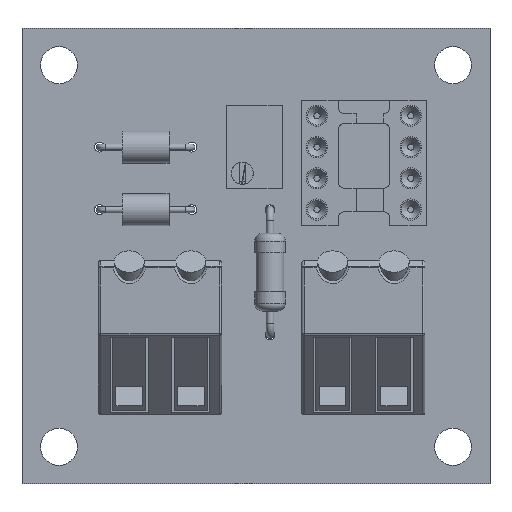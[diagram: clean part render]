
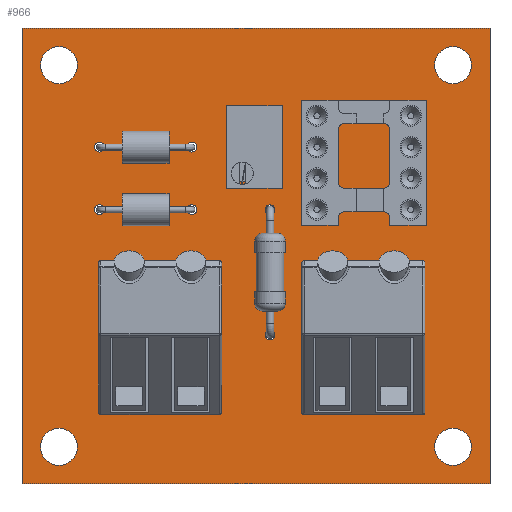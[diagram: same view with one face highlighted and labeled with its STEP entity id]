
A CAD part, top view. The second image highlights one B-rep face of the part: STEP entity #966.
In plain terms, the highlighted planar face has unit normal (0, 0, 1).
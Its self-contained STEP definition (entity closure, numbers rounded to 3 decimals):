
#22 = VERTEX_POINT('',#23);
#23 = CARTESIAN_POINT('',(119.,-64.,0.));
#40 = VERTEX_POINT('',#41);
#41 = CARTESIAN_POINT('',(119.,-101.,0.));
#47 = EDGE_CURVE('',#22,#40,#48,.T.);
#48 = LINE('',#49,#50);
#49 = CARTESIAN_POINT('',(119.,-64.,0.));
#50 = VECTOR('',#51,1.);
#51 = DIRECTION('',(0.,-1.,0.));
#62 = VERTEX_POINT('',#63);
#63 = CARTESIAN_POINT('',(81.,-64.,0.));
#78 = EDGE_CURVE('',#62,#22,#79,.T.);
#79 = LINE('',#80,#81);
#80 = CARTESIAN_POINT('',(81.,-64.,0.));
#81 = VECTOR('',#82,1.);
#82 = DIRECTION('',(1.,0.,0.));
#93 = VERTEX_POINT('',#94);
#94 = CARTESIAN_POINT('',(81.,-101.,0.));
#109 = EDGE_CURVE('',#93,#40,#110,.T.);
#110 = LINE('',#111,#112);
#111 = CARTESIAN_POINT('',(81.,-101.,0.));
#112 = VECTOR('',#113,1.);
#113 = DIRECTION('',(1.,0.,0.));
#131 = EDGE_CURVE('',#62,#93,#132,.T.);
#132 = LINE('',#133,#134);
#133 = CARTESIAN_POINT('',(81.,-64.,0.));
#134 = VECTOR('',#135,1.);
#135 = DIRECTION('',(0.,-1.,0.));
#146 = VERTEX_POINT('',#147);
#147 = CARTESIAN_POINT('',(117.5,-98.,0.));
#163 = EDGE_CURVE('',#146,#146,#164,.T.);
#164 = CIRCLE('',#165,1.5);
#165 = AXIS2_PLACEMENT_3D('',#166,#167,#168);
#166 = CARTESIAN_POINT('',(116.,-98.,0.));
#167 = DIRECTION('',(0.,0.,1.));
#168 = DIRECTION('',(1.,0.,0.));
#179 = VERTEX_POINT('',#180);
#180 = CARTESIAN_POINT('',(111.88,-88.9,0.));
#196 = EDGE_CURVE('',#179,#179,#197,.T.);
#197 = CIRCLE('',#198,0.66);
#198 = AXIS2_PLACEMENT_3D('',#199,#200,#201);
#199 = CARTESIAN_POINT('',(111.22,-88.9,0.));
#200 = DIRECTION('',(0.,0.,1.));
#201 = DIRECTION('',(1.,0.,0.));
#212 = VERTEX_POINT('',#213);
#213 = CARTESIAN_POINT('',(106.88,-88.9,0.));
#229 = EDGE_CURVE('',#212,#212,#230,.T.);
#230 = CIRCLE('',#231,0.66);
#231 = AXIS2_PLACEMENT_3D('',#232,#233,#234);
#232 = CARTESIAN_POINT('',(106.22,-88.9,0.));
#233 = DIRECTION('',(0.,0.,1.));
#234 = DIRECTION('',(1.,0.,0.));
#245 = VERTEX_POINT('',#246);
#246 = CARTESIAN_POINT('',(101.54,-88.9,0.));
#262 = EDGE_CURVE('',#245,#245,#263,.T.);
#263 = CIRCLE('',#264,0.4);
#264 = AXIS2_PLACEMENT_3D('',#265,#266,#267);
#265 = CARTESIAN_POINT('',(101.14,-88.9,0.));
#266 = DIRECTION('',(0.,0.,1.));
#267 = DIRECTION('',(1.,0.,0.));
#278 = VERTEX_POINT('',#279);
#279 = CARTESIAN_POINT('',(85.5,-98.,0.));
#295 = EDGE_CURVE('',#278,#278,#296,.T.);
#296 = CIRCLE('',#297,1.5);
#297 = AXIS2_PLACEMENT_3D('',#298,#299,#300);
#298 = CARTESIAN_POINT('',(84.,-98.,0.));
#299 = DIRECTION('',(0.,0.,1.));
#300 = DIRECTION('',(1.,0.,0.));
#311 = VERTEX_POINT('',#312);
#312 = CARTESIAN_POINT('',(95.37,-88.9,0.));
#328 = EDGE_CURVE('',#311,#311,#329,.T.);
#329 = CIRCLE('',#330,0.66);
#330 = AXIS2_PLACEMENT_3D('',#331,#332,#333);
#331 = CARTESIAN_POINT('',(94.71,-88.9,0.));
#332 = DIRECTION('',(0.,0.,1.));
#333 = DIRECTION('',(1.,0.,0.));
#344 = VERTEX_POINT('',#345);
#345 = CARTESIAN_POINT('',(90.37,-88.9,0.));
#361 = EDGE_CURVE('',#344,#344,#362,.T.);
#362 = CIRCLE('',#363,0.66);
#363 = AXIS2_PLACEMENT_3D('',#364,#365,#366);
#364 = CARTESIAN_POINT('',(89.71,-88.9,0.));
#365 = DIRECTION('',(0.,0.,1.));
#366 = DIRECTION('',(1.,0.,0.));
#377 = VERTEX_POINT('',#378);
#378 = CARTESIAN_POINT('',(112.97,-78.74,0.));
#394 = EDGE_CURVE('',#377,#377,#395,.T.);
#395 = CIRCLE('',#396,0.4);
#396 = AXIS2_PLACEMENT_3D('',#397,#398,#399);
#397 = CARTESIAN_POINT('',(112.57,-78.74,0.));
#398 = DIRECTION('',(0.,0.,1.));
#399 = DIRECTION('',(1.,0.,0.));
#410 = VERTEX_POINT('',#411);
#411 = CARTESIAN_POINT('',(112.97,-76.2,0.));
#427 = EDGE_CURVE('',#410,#410,#428,.T.);
#428 = CIRCLE('',#429,0.4);
#429 = AXIS2_PLACEMENT_3D('',#430,#431,#432);
#430 = CARTESIAN_POINT('',(112.57,-76.2,0.));
#431 = DIRECTION('',(0.,0.,1.));
#432 = DIRECTION('',(1.,0.,0.));
#443 = VERTEX_POINT('',#444);
#444 = CARTESIAN_POINT('',(105.35,-78.74,0.));
#460 = EDGE_CURVE('',#443,#443,#461,.T.);
#461 = CIRCLE('',#462,0.4);
#462 = AXIS2_PLACEMENT_3D('',#463,#464,#465);
#463 = CARTESIAN_POINT('',(104.95,-78.74,0.));
#464 = DIRECTION('',(0.,0.,1.));
#465 = DIRECTION('',(1.,0.,0.));
#476 = VERTEX_POINT('',#477);
#477 = CARTESIAN_POINT('',(101.54,-78.74,0.));
#493 = EDGE_CURVE('',#476,#476,#494,.T.);
#494 = CIRCLE('',#495,0.4);
#495 = AXIS2_PLACEMENT_3D('',#496,#497,#498);
#496 = CARTESIAN_POINT('',(101.14,-78.74,0.));
#497 = DIRECTION('',(0.,0.,1.));
#498 = DIRECTION('',(1.,0.,0.));
#509 = VERTEX_POINT('',#510);
#510 = CARTESIAN_POINT('',(105.35,-76.2,0.));
#526 = EDGE_CURVE('',#509,#509,#527,.T.);
#527 = CIRCLE('',#528,0.4);
#528 = AXIS2_PLACEMENT_3D('',#529,#530,#531);
#529 = CARTESIAN_POINT('',(104.95,-76.2,0.));
#530 = DIRECTION('',(0.,0.,1.));
#531 = DIRECTION('',(1.,0.,0.));
#542 = VERTEX_POINT('',#543);
#543 = CARTESIAN_POINT('',(101.59,-76.2,0.));
#559 = EDGE_CURVE('',#542,#542,#560,.T.);
#560 = CIRCLE('',#561,0.45);
#561 = AXIS2_PLACEMENT_3D('',#562,#563,#564);
#562 = CARTESIAN_POINT('',(101.14,-76.2,0.));
#563 = DIRECTION('',(0.,0.,1.));
#564 = DIRECTION('',(1.,0.,0.));
#575 = VERTEX_POINT('',#576);
#576 = CARTESIAN_POINT('',(112.97,-73.66,0.));
#592 = EDGE_CURVE('',#575,#575,#593,.T.);
#593 = CIRCLE('',#594,0.4);
#594 = AXIS2_PLACEMENT_3D('',#595,#596,#597);
#595 = CARTESIAN_POINT('',(112.57,-73.66,0.));
#596 = DIRECTION('',(0.,0.,1.));
#597 = DIRECTION('',(1.,0.,0.));
#608 = VERTEX_POINT('',#609);
#609 = CARTESIAN_POINT('',(112.97,-71.12,0.));
#625 = EDGE_CURVE('',#608,#608,#626,.T.);
#626 = CIRCLE('',#627,0.4);
#627 = AXIS2_PLACEMENT_3D('',#628,#629,#630);
#628 = CARTESIAN_POINT('',(112.57,-71.12,0.));
#629 = DIRECTION('',(0.,0.,1.));
#630 = DIRECTION('',(1.,0.,0.));
#641 = VERTEX_POINT('',#642);
#642 = CARTESIAN_POINT('',(117.5,-67.,0.));
#658 = EDGE_CURVE('',#641,#641,#659,.T.);
#659 = CIRCLE('',#660,1.5);
#660 = AXIS2_PLACEMENT_3D('',#661,#662,#663);
#661 = CARTESIAN_POINT('',(116.,-67.,0.));
#662 = DIRECTION('',(0.,0.,1.));
#663 = DIRECTION('',(1.,0.,0.));
#674 = VERTEX_POINT('',#675);
#675 = CARTESIAN_POINT('',(105.35,-73.66,0.));
#691 = EDGE_CURVE('',#674,#674,#692,.T.);
#692 = CIRCLE('',#693,0.4);
#693 = AXIS2_PLACEMENT_3D('',#694,#695,#696);
#694 = CARTESIAN_POINT('',(104.95,-73.66,0.));
#695 = DIRECTION('',(0.,0.,1.));
#696 = DIRECTION('',(1.,0.,0.));
#707 = VERTEX_POINT('',#708);
#708 = CARTESIAN_POINT('',(105.35,-71.12,0.));
#724 = EDGE_CURVE('',#707,#707,#725,.T.);
#725 = CIRCLE('',#726,0.4);
#726 = AXIS2_PLACEMENT_3D('',#727,#728,#729);
#727 = CARTESIAN_POINT('',(104.95,-71.12,0.));
#728 = DIRECTION('',(0.,0.,1.));
#729 = DIRECTION('',(1.,0.,0.));
#740 = VERTEX_POINT('',#741);
#741 = CARTESIAN_POINT('',(101.59,-71.2,0.));
#757 = EDGE_CURVE('',#740,#740,#758,.T.);
#758 = CIRCLE('',#759,0.45);
#759 = AXIS2_PLACEMENT_3D('',#760,#761,#762);
#760 = CARTESIAN_POINT('',(101.14,-71.2,0.));
#761 = DIRECTION('',(0.,0.,1.));
#762 = DIRECTION('',(1.,0.,0.));
#773 = VERTEX_POINT('',#774);
#774 = CARTESIAN_POINT('',(95.19,-78.74,0.));
#790 = EDGE_CURVE('',#773,#773,#791,.T.);
#791 = CIRCLE('',#792,0.4);
#792 = AXIS2_PLACEMENT_3D('',#793,#794,#795);
#793 = CARTESIAN_POINT('',(94.79,-78.74,0.));
#794 = DIRECTION('',(0.,0.,1.));
#795 = DIRECTION('',(1.,0.,0.));
#806 = VERTEX_POINT('',#807);
#807 = CARTESIAN_POINT('',(87.69,-78.74,0.));
#823 = EDGE_CURVE('',#806,#806,#824,.T.);
#824 = CIRCLE('',#825,0.4);
#825 = AXIS2_PLACEMENT_3D('',#826,#827,#828);
#826 = CARTESIAN_POINT('',(87.29,-78.74,0.));
#827 = DIRECTION('',(0.,0.,1.));
#828 = DIRECTION('',(1.,0.,0.));
#839 = VERTEX_POINT('',#840);
#840 = CARTESIAN_POINT('',(99.09,-73.7,0.));
#856 = EDGE_CURVE('',#839,#839,#857,.T.);
#857 = CIRCLE('',#858,0.45);
#858 = AXIS2_PLACEMENT_3D('',#859,#860,#861);
#859 = CARTESIAN_POINT('',(98.64,-73.7,0.));
#860 = DIRECTION('',(0.,0.,1.));
#861 = DIRECTION('',(1.,0.,0.));
#872 = VERTEX_POINT('',#873);
#873 = CARTESIAN_POINT('',(95.19,-73.66,0.));
#889 = EDGE_CURVE('',#872,#872,#890,.T.);
#890 = CIRCLE('',#891,0.4);
#891 = AXIS2_PLACEMENT_3D('',#892,#893,#894);
#892 = CARTESIAN_POINT('',(94.79,-73.66,0.));
#893 = DIRECTION('',(0.,0.,1.));
#894 = DIRECTION('',(1.,0.,0.));
#905 = VERTEX_POINT('',#906);
#906 = CARTESIAN_POINT('',(87.69,-73.66,0.));
#922 = EDGE_CURVE('',#905,#905,#923,.T.);
#923 = CIRCLE('',#924,0.4);
#924 = AXIS2_PLACEMENT_3D('',#925,#926,#927);
#925 = CARTESIAN_POINT('',(87.29,-73.66,0.));
#926 = DIRECTION('',(0.,0.,1.));
#927 = DIRECTION('',(1.,0.,0.));
#938 = VERTEX_POINT('',#939);
#939 = CARTESIAN_POINT('',(85.5,-67.,0.));
#955 = EDGE_CURVE('',#938,#938,#956,.T.);
#956 = CIRCLE('',#957,1.5);
#957 = AXIS2_PLACEMENT_3D('',#958,#959,#960);
#958 = CARTESIAN_POINT('',(84.,-67.,0.));
#959 = DIRECTION('',(0.,0.,1.));
#960 = DIRECTION('',(1.,0.,0.));
#966 = ADVANCED_FACE('',(#967,#973,#976,#979,#982,#985,#988,#991,#994,
    #997,#1000,#1003,#1006,#1009,#1012,#1015,#1018,#1021,#1024,#1027,
    #1030,#1033,#1036,#1039,#1042,#1045),#1048,.F.);
#967 = FACE_BOUND('',#968,.F.);
#968 = EDGE_LOOP('',(#969,#970,#971,#972));
#969 = ORIENTED_EDGE('',*,*,#47,.T.);
#970 = ORIENTED_EDGE('',*,*,#109,.F.);
#971 = ORIENTED_EDGE('',*,*,#131,.F.);
#972 = ORIENTED_EDGE('',*,*,#78,.T.);
#973 = FACE_BOUND('',#974,.F.);
#974 = EDGE_LOOP('',(#975));
#975 = ORIENTED_EDGE('',*,*,#163,.T.);
#976 = FACE_BOUND('',#977,.F.);
#977 = EDGE_LOOP('',(#978));
#978 = ORIENTED_EDGE('',*,*,#196,.T.);
#979 = FACE_BOUND('',#980,.F.);
#980 = EDGE_LOOP('',(#981));
#981 = ORIENTED_EDGE('',*,*,#229,.T.);
#982 = FACE_BOUND('',#983,.F.);
#983 = EDGE_LOOP('',(#984));
#984 = ORIENTED_EDGE('',*,*,#262,.T.);
#985 = FACE_BOUND('',#986,.F.);
#986 = EDGE_LOOP('',(#987));
#987 = ORIENTED_EDGE('',*,*,#295,.T.);
#988 = FACE_BOUND('',#989,.F.);
#989 = EDGE_LOOP('',(#990));
#990 = ORIENTED_EDGE('',*,*,#328,.T.);
#991 = FACE_BOUND('',#992,.F.);
#992 = EDGE_LOOP('',(#993));
#993 = ORIENTED_EDGE('',*,*,#361,.T.);
#994 = FACE_BOUND('',#995,.F.);
#995 = EDGE_LOOP('',(#996));
#996 = ORIENTED_EDGE('',*,*,#394,.T.);
#997 = FACE_BOUND('',#998,.F.);
#998 = EDGE_LOOP('',(#999));
#999 = ORIENTED_EDGE('',*,*,#427,.T.);
#1000 = FACE_BOUND('',#1001,.F.);
#1001 = EDGE_LOOP('',(#1002));
#1002 = ORIENTED_EDGE('',*,*,#460,.T.);
#1003 = FACE_BOUND('',#1004,.F.);
#1004 = EDGE_LOOP('',(#1005));
#1005 = ORIENTED_EDGE('',*,*,#493,.T.);
#1006 = FACE_BOUND('',#1007,.F.);
#1007 = EDGE_LOOP('',(#1008));
#1008 = ORIENTED_EDGE('',*,*,#526,.T.);
#1009 = FACE_BOUND('',#1010,.F.);
#1010 = EDGE_LOOP('',(#1011));
#1011 = ORIENTED_EDGE('',*,*,#559,.T.);
#1012 = FACE_BOUND('',#1013,.F.);
#1013 = EDGE_LOOP('',(#1014));
#1014 = ORIENTED_EDGE('',*,*,#592,.T.);
#1015 = FACE_BOUND('',#1016,.F.);
#1016 = EDGE_LOOP('',(#1017));
#1017 = ORIENTED_EDGE('',*,*,#625,.T.);
#1018 = FACE_BOUND('',#1019,.F.);
#1019 = EDGE_LOOP('',(#1020));
#1020 = ORIENTED_EDGE('',*,*,#658,.T.);
#1021 = FACE_BOUND('',#1022,.F.);
#1022 = EDGE_LOOP('',(#1023));
#1023 = ORIENTED_EDGE('',*,*,#691,.T.);
#1024 = FACE_BOUND('',#1025,.F.);
#1025 = EDGE_LOOP('',(#1026));
#1026 = ORIENTED_EDGE('',*,*,#724,.T.);
#1027 = FACE_BOUND('',#1028,.F.);
#1028 = EDGE_LOOP('',(#1029));
#1029 = ORIENTED_EDGE('',*,*,#757,.T.);
#1030 = FACE_BOUND('',#1031,.F.);
#1031 = EDGE_LOOP('',(#1032));
#1032 = ORIENTED_EDGE('',*,*,#790,.T.);
#1033 = FACE_BOUND('',#1034,.F.);
#1034 = EDGE_LOOP('',(#1035));
#1035 = ORIENTED_EDGE('',*,*,#823,.T.);
#1036 = FACE_BOUND('',#1037,.F.);
#1037 = EDGE_LOOP('',(#1038));
#1038 = ORIENTED_EDGE('',*,*,#856,.T.);
#1039 = FACE_BOUND('',#1040,.F.);
#1040 = EDGE_LOOP('',(#1041));
#1041 = ORIENTED_EDGE('',*,*,#889,.T.);
#1042 = FACE_BOUND('',#1043,.F.);
#1043 = EDGE_LOOP('',(#1044));
#1044 = ORIENTED_EDGE('',*,*,#922,.T.);
#1045 = FACE_BOUND('',#1046,.F.);
#1046 = EDGE_LOOP('',(#1047));
#1047 = ORIENTED_EDGE('',*,*,#955,.T.);
#1048 = PLANE('',#1049);
#1049 = AXIS2_PLACEMENT_3D('',#1050,#1051,#1052);
#1050 = CARTESIAN_POINT('',(100.,-82.5,0.));
#1051 = DIRECTION('',(-0.,-0.,-1.));
#1052 = DIRECTION('',(-1.,0.,0.));
